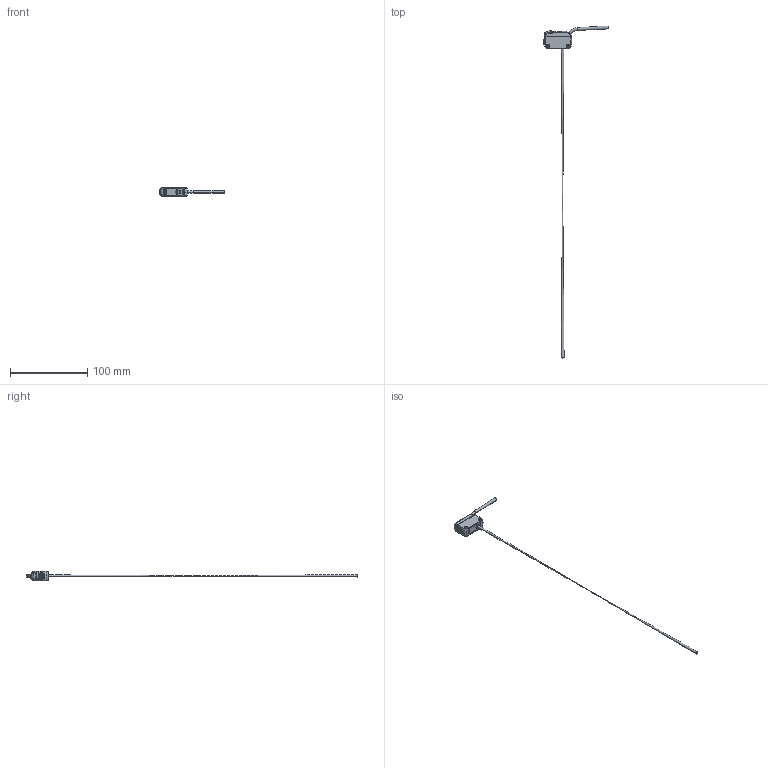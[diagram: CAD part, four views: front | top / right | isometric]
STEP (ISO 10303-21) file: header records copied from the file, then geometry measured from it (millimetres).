
FILE_DESCRIPTION((''),'2;1');
FILE_NAME('BGX-35N_ASM','2022-04-09T10:48:31',('Administrator'),(''),'CREO PARAMETRIC BY PTC INC, 2021023','CREO PARAMETRIC BY PTC INC, 2021023','');
FILE_SCHEMA(('CONFIG_CONTROL_DESIGN'));
Length unit declared in the file: millimetre
Products named in the file (1): BGX-35N_ASM
Bounding box: 83.85 x 428.84 x 12 mm (x, y, z)
Surface area: 6177.5 mm2 (no closed solid volume)
Topology: 0 solids, 23 shells, 286 faces, 1299 edges, 1024 vertices
Faces by surface type: cylinder 113, bspline 104, plane 43, cone 24, torus 2
Entity records: 32788 total; most frequent: CARTESIAN_POINT 23637, ORIENTED_EDGE 1898, DIRECTION 1453, EDGE_CURVE 1299, VERTEX_POINT 1024, VECTOR 521, LINE 521, B_SPLINE_CURVE_WITH_KNOTS 495
